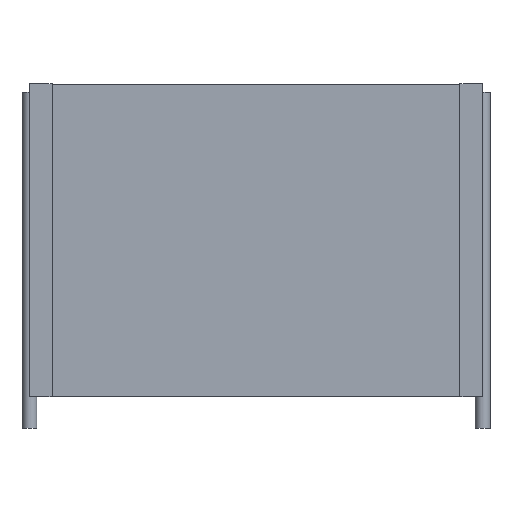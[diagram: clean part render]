
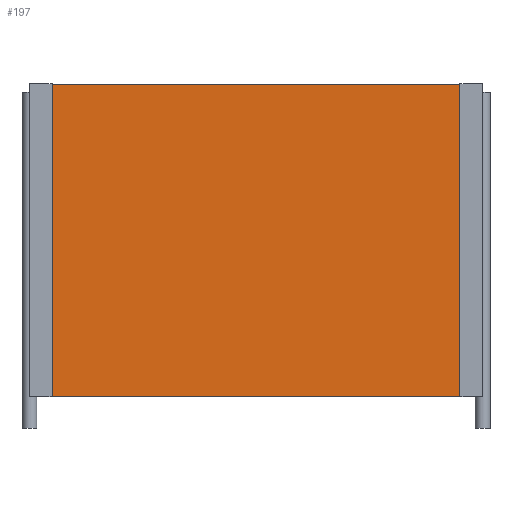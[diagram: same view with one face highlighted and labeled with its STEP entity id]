
A CAD part, front view. The second image highlights one B-rep face of the part: STEP entity #197.
In plain terms, the highlighted planar face has unit normal (0, -1, 0).
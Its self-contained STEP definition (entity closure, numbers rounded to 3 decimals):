
#13=DIRECTION('',(0.,0.,1.));
#27=DIRECTION('',(1.,0.,0.));
#58=VECTOR('',#13,1.);
#79=DIRECTION('',(0.,1.,0.));
#85=VECTOR('',#27,1.);
#158=ORIENTED_EDGE('',*,*,#159,.T.);
#159=EDGE_CURVE('',#160,#162,#164,.T.);
#160=VERTEX_POINT('',#161);
#161=CARTESIAN_POINT('',(1.375,-6.08,0.02));
#162=VERTEX_POINT('',#163);
#163=CARTESIAN_POINT('',(1.375,-6.08,18.98));
#164=LINE('',#161,#58);
#197=ADVANCED_FACE('',(#198),#213,.F.);
#198=FACE_BOUND('',#199,.F.);
#199=EDGE_LOOP('',(#200,#158,#205,#210));
#200=ORIENTED_EDGE('',*,*,#201,.F.);
#201=EDGE_CURVE('',#160,#202,#204,.T.);
#202=VERTEX_POINT('',#203);
#203=CARTESIAN_POINT('',(26.125,-6.08,0.02));
#204=LINE('',#161,#85);
#205=ORIENTED_EDGE('',*,*,#206,.T.);
#206=EDGE_CURVE('',#162,#207,#209,.T.);
#207=VERTEX_POINT('',#208);
#208=CARTESIAN_POINT('',(26.125,-6.08,18.98));
#209=LINE('',#163,#85);
#210=ORIENTED_EDGE('',*,*,#211,.F.);
#211=EDGE_CURVE('',#202,#207,#212,.T.);
#212=LINE('',#203,#58);
#213=PLANE('',#214);
#214=AXIS2_PLACEMENT_3D('',#161,#79,#13);
